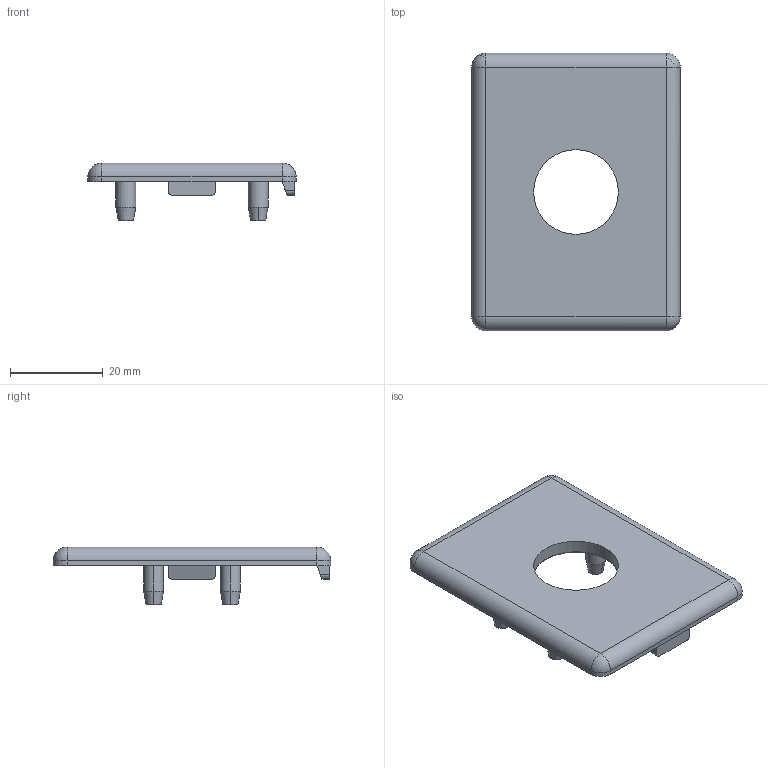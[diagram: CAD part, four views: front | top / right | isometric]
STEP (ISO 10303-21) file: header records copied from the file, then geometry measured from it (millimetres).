
FILE_DESCRIPTION (( 'STEP AP203' ), '1' );
FILE_NAME ('411548803_c_1.STEP', '2023-02-18T13:25:17', ( '' ), ( '' ), 'SwSTEP 2.0', 'SolidWorks 2014', '' );
FILE_SCHEMA (( 'CONFIG_CONTROL_DESIGN' ));
Length unit declared in the file: millimetre
Products named in the file (1): 411548803_c_1
Bounding box: 45 x 60 x 12.5 mm (x, y, z)
Volume: 8130.8 mm3; surface area: 6339.5 mm2
Topology: 1 solids, 1 shells, 75 faces, 183 edges, 113 vertices
Faces by surface type: cylinder 26, plane 25, torus 10, cone 8, sphere 6
Entity records: 2399 total; most frequent: CARTESIAN_POINT 544, DIRECTION 396, ORIENTED_EDGE 360, EDGE_CURVE 180, AXIS2_PLACEMENT_3D 156, VERTEX_POINT 112, VECTOR 84, LINE 84
